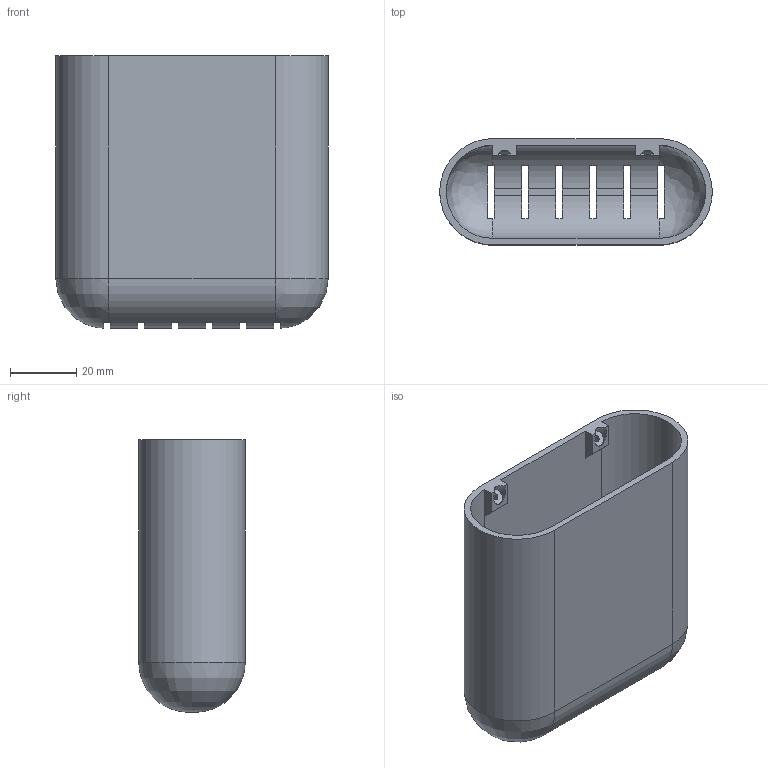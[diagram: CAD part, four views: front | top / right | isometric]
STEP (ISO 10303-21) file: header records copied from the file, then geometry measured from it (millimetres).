
FILE_DESCRIPTION(('FreeCAD Model'),'2;1');
FILE_NAME('Open CASCADE Shape Model','2024-12-15T01:59:18',(''),(''), 'Open CASCADE STEP processor 7.8','FreeCAD','Unknown');
FILE_SCHEMA(('AUTOMOTIVE_DESIGN { 1 0 10303 214 1 1 1 1 }'));
Length unit declared in the file: millimetre
Products named in the file (1): Base Body
Bounding box: 82 x 32 x 82 mm (x, y, z)
Volume: 33204.2 mm3; surface area: 34085.8 mm2
Topology: 1 solids, 1 shells, 67 faces, 218 edges, 142 vertices
Faces by surface type: plane 51, cylinder 12, offset 2, revolution 2
Full cylindrical faces by diameter (mm): 2 x2, 5 x2
Entity records: 2859 total; most frequent: CARTESIAN_POINT 856, ORIENTED_EDGE 436, DIRECTION 406, EDGE_CURVE 218, VERTEX_POINT 142, LINE 138, VECTOR 138, AXIS2_PLACEMENT_3D 132
